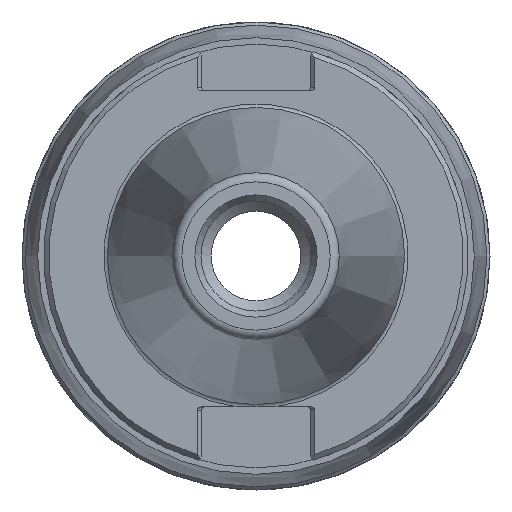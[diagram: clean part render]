
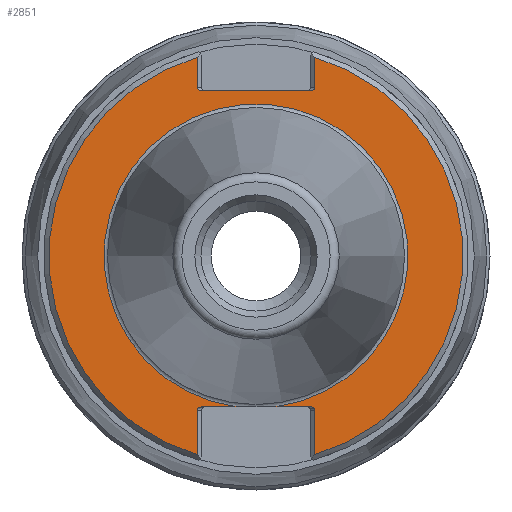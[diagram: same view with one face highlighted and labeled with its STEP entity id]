
A CAD part, left-side view. The second image highlights one B-rep face of the part: STEP entity #2851.
In plain terms, the highlighted planar face has unit normal (-1, 0, 0).
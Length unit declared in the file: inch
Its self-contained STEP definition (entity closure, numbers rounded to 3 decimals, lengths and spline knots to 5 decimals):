
#14=ELLIPSE('',#3089,0.02828,0.02);
#21=ELLIPSE('',#3103,0.02828,0.02);
#22=ELLIPSE('',#3107,0.02828,0.02);
#29=ELLIPSE('',#3121,0.02828,0.02);
#445=FACE_OUTER_BOUND('',#611,.T.);
#611=EDGE_LOOP('',(#2505,#2506,#2507,#2508,#2509,#2510,#2511,#2512,#2513,
#2514,#2515,#2516,#2517,#2518));
#775=CIRCLE('',#3144,0.895);
#780=CIRCLE('',#3150,1.22);
#781=CIRCLE('',#3151,1.22);
#919=LINE('',#6020,#1077);
#928=LINE('',#6055,#1086);
#935=LINE('',#6084,#1093);
#944=LINE('',#6119,#1102);
#947=LINE('',#6138,#1105);
#952=LINE('',#6194,#1110);
#953=LINE('',#6197,#1111);
#1077=VECTOR('',#3713,0.3937);
#1086=VECTOR('',#3742,0.3937);
#1093=VECTOR('',#3765,0.3937);
#1102=VECTOR('',#3794,0.3937);
#1105=VECTOR('',#3813,0.3937);
#1110=VECTOR('',#3854,0.3937);
#1111=VECTOR('',#3859,0.3937);
#1330=VERTEX_POINT('',#5998);
#1331=VERTEX_POINT('',#6000);
#1336=VERTEX_POINT('',#6016);
#1342=VERTEX_POINT('',#6040);
#1343=VERTEX_POINT('',#6042);
#1346=VERTEX_POINT('',#6054);
#1347=VERTEX_POINT('',#6060);
#1348=VERTEX_POINT('',#6061);
#1354=VERTEX_POINT('',#6080);
#1360=VERTEX_POINT('',#6104);
#1361=VERTEX_POINT('',#6106);
#1364=VERTEX_POINT('',#6118);
#1376=VERTEX_POINT('',#6170);
#1378=VERTEX_POINT('',#6178);
#1700=EDGE_CURVE('',#1330,#1331,#14,.T.);
#1709=EDGE_CURVE('',#1336,#1330,#919,.T.);
#1719=EDGE_CURVE('',#1342,#1343,#21,.T.);
#1724=EDGE_CURVE('',#1343,#1346,#928,.T.);
#1726=EDGE_CURVE('',#1347,#1348,#22,.T.);
#1737=EDGE_CURVE('',#1354,#1347,#935,.T.);
#1747=EDGE_CURVE('',#1360,#1361,#29,.T.);
#1752=EDGE_CURVE('',#1361,#1364,#944,.T.);
#1761=EDGE_CURVE('',#1331,#1342,#947,.T.);
#1776=EDGE_CURVE('',#1376,#1378,#775,.T.);
#1782=EDGE_CURVE('',#1348,#1376,#952,.T.);
#1783=EDGE_CURVE('',#1346,#1354,#780,.T.);
#1784=EDGE_CURVE('',#1364,#1336,#781,.T.);
#1785=EDGE_CURVE('',#1378,#1360,#953,.T.);
#2505=ORIENTED_EDGE('',*,*,#1776,.F.);
#2506=ORIENTED_EDGE('',*,*,#1782,.F.);
#2507=ORIENTED_EDGE('',*,*,#1726,.F.);
#2508=ORIENTED_EDGE('',*,*,#1737,.F.);
#2509=ORIENTED_EDGE('',*,*,#1783,.F.);
#2510=ORIENTED_EDGE('',*,*,#1724,.F.);
#2511=ORIENTED_EDGE('',*,*,#1719,.F.);
#2512=ORIENTED_EDGE('',*,*,#1761,.F.);
#2513=ORIENTED_EDGE('',*,*,#1700,.F.);
#2514=ORIENTED_EDGE('',*,*,#1709,.F.);
#2515=ORIENTED_EDGE('',*,*,#1784,.F.);
#2516=ORIENTED_EDGE('',*,*,#1752,.F.);
#2517=ORIENTED_EDGE('',*,*,#1747,.F.);
#2518=ORIENTED_EDGE('',*,*,#1785,.F.);
#2718=PLANE('',#3149);
#2851=ADVANCED_FACE('',(#445),#2718,.T.);
#3089=AXIS2_PLACEMENT_3D('',#6001,#3695,#3696);
#3103=AXIS2_PLACEMENT_3D('',#6043,#3733,#3734);
#3107=AXIS2_PLACEMENT_3D('',#6062,#3745,#3746);
#3121=AXIS2_PLACEMENT_3D('',#6107,#3785,#3786);
#3144=AXIS2_PLACEMENT_3D('',#6179,#3842,#3843);
#3149=AXIS2_PLACEMENT_3D('',#6193,#3852,#3853);
#3150=AXIS2_PLACEMENT_3D('',#6195,#3855,#3856);
#3151=AXIS2_PLACEMENT_3D('',#6196,#3857,#3858);
#3695=DIRECTION('center_axis',(-1.,0.,0.));
#3696=DIRECTION('ref_axis',(0.,1.,0.));
#3713=DIRECTION('',(0.,0.,-1.));
#3733=DIRECTION('center_axis',(-1.,0.,0.));
#3734=DIRECTION('ref_axis',(0.,-1.,0.));
#3742=DIRECTION('',(0.,0.,1.));
#3745=DIRECTION('center_axis',(-1.,0.,0.));
#3746=DIRECTION('ref_axis',(0.,-1.,0.));
#3765=DIRECTION('',(0.,0.,1.));
#3785=DIRECTION('center_axis',(-1.,0.,0.));
#3786=DIRECTION('ref_axis',(0.,1.,0.));
#3794=DIRECTION('',(0.,0.,-1.));
#3813=DIRECTION('',(0.,-1.,0.));
#3842=DIRECTION('center_axis',(-1.,0.,0.));
#3843=DIRECTION('ref_axis',(0.,-1.,0.));
#3852=DIRECTION('center_axis',(-1.,0.,0.));
#3853=DIRECTION('ref_axis',(0.,0.,1.));
#3854=DIRECTION('',(0.,1.,0.));
#3855=DIRECTION('center_axis',(1.,0.,0.));
#3856=DIRECTION('ref_axis',(0.,-1.,0.));
#3857=DIRECTION('center_axis',(1.,0.,0.));
#3858=DIRECTION('ref_axis',(0.,1.,0.));
#3859=DIRECTION('',(0.,1.,0.));
#5998=CARTESIAN_POINT('',(0.125,0.345,0.992));
#6000=CARTESIAN_POINT('',(0.125,0.31672,0.972));
#6001=CARTESIAN_POINT('Origin',(0.125,0.31672,0.992));
#6016=CARTESIAN_POINT('',(0.125,0.345,1.1702));
#6020=CARTESIAN_POINT('',(0.125,0.345,0.486));
#6040=CARTESIAN_POINT('',(0.125,-0.31672,0.972));
#6042=CARTESIAN_POINT('',(0.125,-0.345,0.992));
#6043=CARTESIAN_POINT('Origin',(0.125,-0.31672,0.992));
#6054=CARTESIAN_POINT('',(0.125,-0.345,1.1702));
#6055=CARTESIAN_POINT('',(0.125,-0.345,0.486));
#6060=CARTESIAN_POINT('',(0.125,-0.345,-0.908));
#6061=CARTESIAN_POINT('',(0.125,-0.31672,-0.888));
#6062=CARTESIAN_POINT('Origin',(0.125,-0.31672,-0.908));
#6080=CARTESIAN_POINT('',(0.125,-0.345,-1.1702));
#6084=CARTESIAN_POINT('',(0.125,-0.345,-0.444));
#6104=CARTESIAN_POINT('',(0.125,0.31672,-0.888));
#6106=CARTESIAN_POINT('',(0.125,0.345,-0.908));
#6107=CARTESIAN_POINT('Origin',(0.125,0.31672,-0.908));
#6118=CARTESIAN_POINT('',(0.125,0.345,-1.1702));
#6119=CARTESIAN_POINT('',(0.125,0.345,-0.444));
#6138=CARTESIAN_POINT('',(0.125,0.53125,0.972));
#6170=CARTESIAN_POINT('',(0.125,-0.11172,-0.888));
#6178=CARTESIAN_POINT('',(0.125,0.11172,-0.888));
#6179=CARTESIAN_POINT('Origin',(0.125,0.,0.));
#6193=CARTESIAN_POINT('Origin',(0.125,1.0625,0.));
#6194=CARTESIAN_POINT('',(0.125,0.53125,-0.888));
#6195=CARTESIAN_POINT('Origin',(0.125,0.,0.));
#6196=CARTESIAN_POINT('Origin',(0.125,0.,0.));
#6197=CARTESIAN_POINT('',(0.125,0.53125,-0.888));
